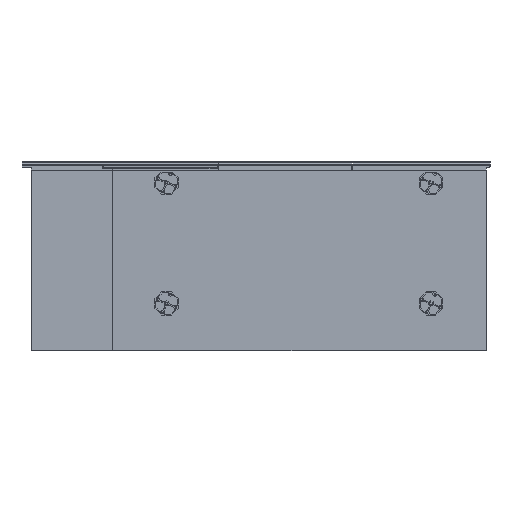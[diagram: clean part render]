
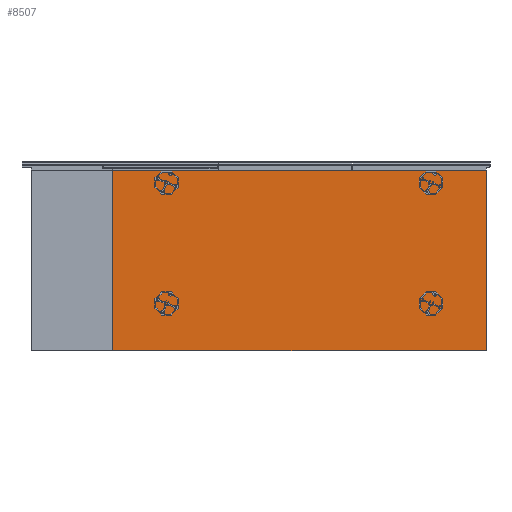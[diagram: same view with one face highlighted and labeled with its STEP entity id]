
A CAD part, front view. The second image highlights one B-rep face of the part: STEP entity #8507.
In plain terms, the highlighted planar face has unit normal (0, -1, 0).
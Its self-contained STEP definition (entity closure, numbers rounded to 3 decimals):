
#1550 = CARTESIAN_POINT ( 'NONE',  ( 515.766, 269.002, 0. ) ) ;
#2589 = EDGE_CURVE ( 'NONE', #4246, #20797, #19581, .T. ) ;
#2767 = DIRECTION ( 'NONE',  ( -1., 0., 0. ) ) ;
#2774 = CARTESIAN_POINT ( 'NONE',  ( 515.766, 269.002, 500. ) ) ;
#3460 = LINE ( 'NONE', #1550, #3963 ) ;
#3963 = VECTOR ( 'NONE', #6933, 1000. ) ;
#4246 = VERTEX_POINT ( 'NONE', #2774 ) ;
#4655 = EDGE_LOOP ( 'NONE', ( #19932, #8917, #11501, #12294 ) ) ;
#4952 = AXIS2_PLACEMENT_3D ( 'NONE', #21687, #13120, #2767 ) ;
#5467 = CARTESIAN_POINT ( 'NONE',  ( -520.234, 269.002, 500. ) ) ;
#5855 = EDGE_CURVE ( 'NONE', #14163, #4246, #21329, .T. ) ;
#6933 = DIRECTION ( 'NONE',  ( 1., 0., 0. ) ) ;
#8252 = CARTESIAN_POINT ( 'NONE',  ( -520.234, 269.002, 0. ) ) ;
#8507 = ADVANCED_FACE ( 'NONE', ( #14812 ), #19891, .F. ) ;
#8917 = ORIENTED_EDGE ( 'NONE', *, *, #2589, .F. ) ;
#10976 = EDGE_CURVE ( 'NONE', #20958, #20797, #3460, .T. ) ;
#11501 = ORIENTED_EDGE ( 'NONE', *, *, #5855, .F. ) ;
#12294 = ORIENTED_EDGE ( 'NONE', *, *, #16486, .T. ) ;
#12646 = CARTESIAN_POINT ( 'NONE',  ( 515.766, 269.002, 500. ) ) ;
#12806 = CARTESIAN_POINT ( 'NONE',  ( -520.234, 269.002, 500. ) ) ;
#13053 = VECTOR ( 'NONE', #19694, 1000. ) ;
#13120 = DIRECTION ( 'NONE',  ( 0., 1., 0. ) ) ;
#14163 = VERTEX_POINT ( 'NONE', #5467 ) ;
#14495 = LINE ( 'NONE', #12806, #13053 ) ;
#14812 = FACE_OUTER_BOUND ( 'NONE', #4655, .T. ) ;
#16161 = CARTESIAN_POINT ( 'NONE',  ( 515.766, 269.002, 0. ) ) ;
#16434 = DIRECTION ( 'NONE',  ( 0., 0., -1. ) ) ;
#16443 = VECTOR ( 'NONE', #17860, 1000. ) ;
#16486 = EDGE_CURVE ( 'NONE', #14163, #20958, #14495, .T. ) ;
#16543 = CARTESIAN_POINT ( 'NONE',  ( 515.766, 269.002, 500. ) ) ;
#17860 = DIRECTION ( 'NONE',  ( 1., 0., 0. ) ) ;
#19132 = VECTOR ( 'NONE', #16434, 1000. ) ;
#19581 = LINE ( 'NONE', #16543, #19132 ) ;
#19694 = DIRECTION ( 'NONE',  ( 0., 0., -1. ) ) ;
#19891 = PLANE ( 'NONE',  #4952 ) ;
#19932 = ORIENTED_EDGE ( 'NONE', *, *, #10976, .T. ) ;
#20797 = VERTEX_POINT ( 'NONE', #16161 ) ;
#20958 = VERTEX_POINT ( 'NONE', #8252 ) ;
#21329 = LINE ( 'NONE', #12646, #16443 ) ;
#21687 = CARTESIAN_POINT ( 'NONE',  ( 515.766, 269.002, 500. ) ) ;
